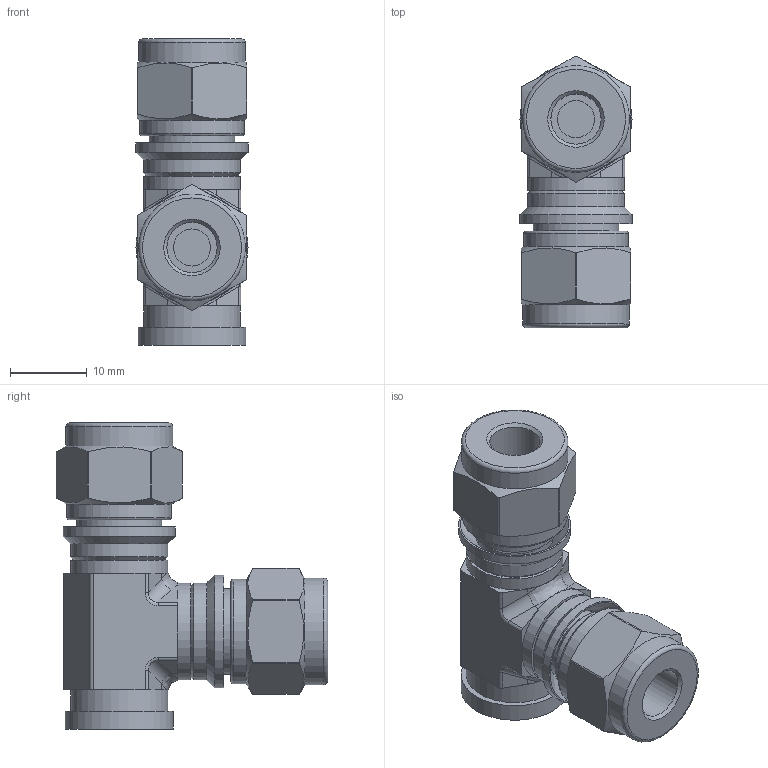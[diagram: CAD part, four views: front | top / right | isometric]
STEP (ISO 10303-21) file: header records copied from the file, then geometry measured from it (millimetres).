
FILE_DESCRIPTION(/* description */ (''),/* implementation_level */ '2;1');
FILE_NAME(/* name */ 'SFRT-4-2N.stp',/* time_stamp */ '2022-05-03T15:47:46+09:00',/* author */ ('user'),/* organization */ (''),/* preprocessor_version */ 'ST-DEVELOPER v18.1',/* originating_system */ 'Autodesk Inventor 2022',/* authorisation */ '');
FILE_SCHEMA (('AUTOMOTIVE_DESIGN { 1 0 10303 214 3 1 1 }'));
Length unit declared in the file: millimetre
Products named in the file (1): SFRT-4-2N
Bounding box: 14.6 x 35.34 x 39.84 mm (x, y, z)
Volume: 7388.8 mm3; surface area: 4875.2 mm2
Topology: 1 solids, 1 shells, 145 faces, 324 edges, 203 vertices
Faces by surface type: cylinder 61, plane 55, cone 19, bspline 6, torus 4
Full cylindrical faces by diameter (mm): 1.08 x1, 1.44 x1, 4.826 x2, 6.55 x2, 9.4 x2, 10.1 x2, 11.113 x2, 12.6 x5, 13.6 x2, 13.9 x2, 14 x1, 14.6 x2
Entity records: 4228 total; most frequent: CARTESIAN_POINT 919, DIRECTION 729, ORIENTED_EDGE 648, EDGE_CURVE 324, AXIS2_PLACEMENT_3D 293, VERTEX_POINT 203, EDGE_LOOP 167, FACE_OUTER_BOUND 145
